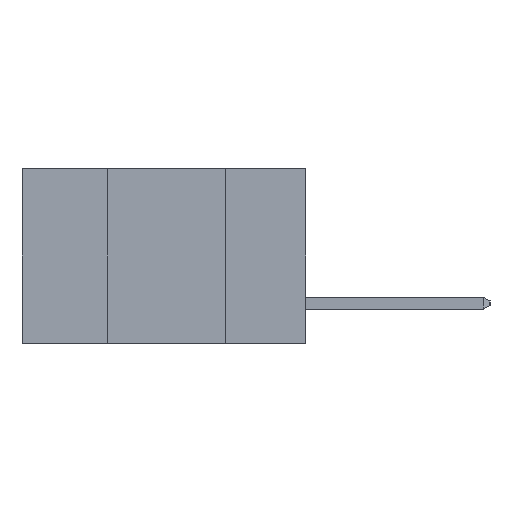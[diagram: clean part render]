
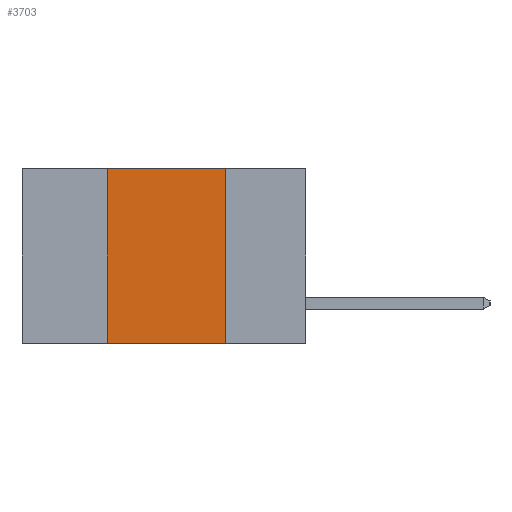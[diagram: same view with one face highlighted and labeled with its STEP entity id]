
A CAD part, left-side view. The second image highlights one B-rep face of the part: STEP entity #3703.
In plain terms, the highlighted planar face has unit normal (-1, 0, 0).
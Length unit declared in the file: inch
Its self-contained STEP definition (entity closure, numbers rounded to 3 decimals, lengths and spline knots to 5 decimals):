
#19 = CARTESIAN_POINT ( 'NONE',  ( 0., 0.42, -0.37 ) ) ;
#45 = EDGE_CURVE ( 'NONE', #8752, #4420, #3605, .T. ) ;
#337 = FACE_OUTER_BOUND ( 'NONE', #2704, .T. ) ;
#667 = DIRECTION ( 'NONE',  ( 0., -1., 0. ) ) ;
#1086 = VECTOR ( 'NONE', #1842, 39.37008 ) ;
#1297 = CARTESIAN_POINT ( 'NONE',  ( 0., 0.42, 0. ) ) ;
#1838 = EDGE_CURVE ( 'NONE', #7114, #6208, #7127, .T. ) ;
#1842 = DIRECTION ( 'NONE',  ( 0., 0., -1. ) ) ;
#2446 = DIRECTION ( 'NONE',  ( 1., 0., 0. ) ) ;
#2704 = EDGE_LOOP ( 'NONE', ( #7368, #2771, #6800, #4333 ) ) ;
#2728 = EDGE_CURVE ( 'NONE', #4420, #6208, #3170, .T. ) ;
#2771 = ORIENTED_EDGE ( 'NONE', *, *, #45, .F. ) ;
#2957 = VECTOR ( 'NONE', #667, 39.37008 ) ;
#3170 = LINE ( 'NONE', #6542, #1086 ) ;
#3193 = DIRECTION ( 'NONE',  ( 0., 0., -1. ) ) ;
#3433 = AXIS2_PLACEMENT_3D ( 'NONE', #5420, #2446, #3193 ) ;
#3605 = LINE ( 'NONE', #5410, #6859 ) ;
#3703 = ADVANCED_FACE ( 'NONE', ( #337 ), #7080, .F. ) ;
#4333 = ORIENTED_EDGE ( 'NONE', *, *, #1838, .T. ) ;
#4420 = VERTEX_POINT ( 'NONE', #6358 ) ;
#5410 = CARTESIAN_POINT ( 'NONE',  ( 0., 0.6, 0. ) ) ;
#5420 = CARTESIAN_POINT ( 'NONE',  ( 0., 0.6, 0. ) ) ;
#5423 = LINE ( 'NONE', #1297, #6945 ) ;
#6144 = DIRECTION ( 'NONE',  ( 0., 0., 1. ) ) ;
#6208 = VERTEX_POINT ( 'NONE', #8901 ) ;
#6238 = EDGE_CURVE ( 'NONE', #7114, #8752, #5423, .T. ) ;
#6358 = CARTESIAN_POINT ( 'NONE',  ( 0., 0.17, 0. ) ) ;
#6426 = CARTESIAN_POINT ( 'NONE',  ( 0., 0.6, -0.37 ) ) ;
#6542 = CARTESIAN_POINT ( 'NONE',  ( 0., 0.17, 0. ) ) ;
#6800 = ORIENTED_EDGE ( 'NONE', *, *, #6238, .F. ) ;
#6859 = VECTOR ( 'NONE', #8294, 39.37008 ) ;
#6945 = VECTOR ( 'NONE', #6144, 39.37008 ) ;
#7080 = PLANE ( 'NONE',  #3433 ) ;
#7114 = VERTEX_POINT ( 'NONE', #19 ) ;
#7127 = LINE ( 'NONE', #6426, #2957 ) ;
#7368 = ORIENTED_EDGE ( 'NONE', *, *, #2728, .F. ) ;
#7739 = CARTESIAN_POINT ( 'NONE',  ( 0., 0.42, 0. ) ) ;
#8294 = DIRECTION ( 'NONE',  ( 0., -1., 0. ) ) ;
#8752 = VERTEX_POINT ( 'NONE', #7739 ) ;
#8901 = CARTESIAN_POINT ( 'NONE',  ( 0., 0.17, -0.37 ) ) ;
